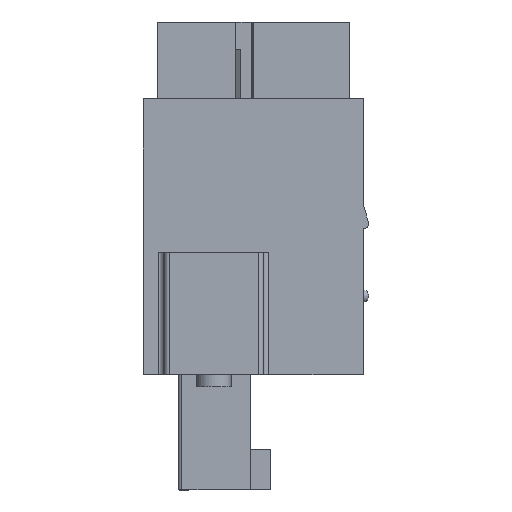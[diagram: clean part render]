
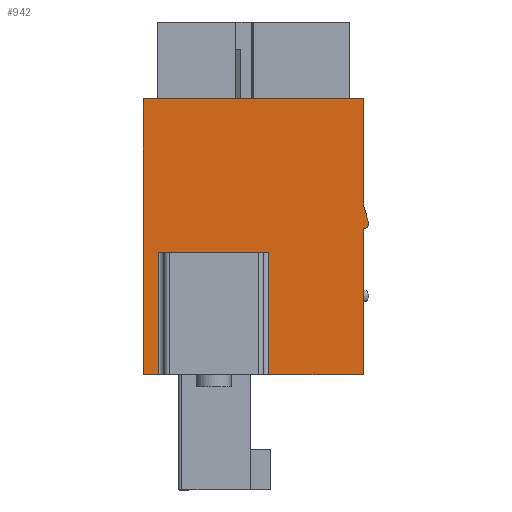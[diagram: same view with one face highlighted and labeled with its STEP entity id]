
A CAD part, left-side view. The second image highlights one B-rep face of the part: STEP entity #942.
In plain terms, the highlighted planar face has unit normal (-1, 0, 0).
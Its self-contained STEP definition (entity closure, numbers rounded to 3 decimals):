
#942 = ADVANCED_FACE( '', ( #2482 ), #2483, .F. );
#2482 = FACE_OUTER_BOUND( '', #4787, .T. );
#2483 = PLANE( '', #4788 );
#4787 = EDGE_LOOP( '', ( #7148, #7149, #7150, #7151, #7152, #7153, #7154, #7155, #7156, #7157, #7158 ) );
#4788 = AXIS2_PLACEMENT_3D( '', #7159, #7160, #7161 );
#7148 = ORIENTED_EDGE( '', *, *, #14195, .F. );
#7149 = ORIENTED_EDGE( '', *, *, #14196, .T. );
#7150 = ORIENTED_EDGE( '', *, *, #14197, .F. );
#7151 = ORIENTED_EDGE( '', *, *, #14198, .F. );
#7152 = ORIENTED_EDGE( '', *, *, #14199, .F. );
#7153 = ORIENTED_EDGE( '', *, *, #14200, .F. );
#7154 = ORIENTED_EDGE( '', *, *, #14201, .F. );
#7155 = ORIENTED_EDGE( '', *, *, #14202, .F. );
#7156 = ORIENTED_EDGE( '', *, *, #14203, .F. );
#7157 = ORIENTED_EDGE( '', *, *, #14204, .F. );
#7158 = ORIENTED_EDGE( '', *, *, #14205, .T. );
#7159 = CARTESIAN_POINT( '', ( -11.825, 0., 0. ) );
#7160 = DIRECTION( '', ( 1., 0., 0. ) );
#7161 = DIRECTION( '', ( 0., 0., -1. ) );
#14195 = EDGE_CURVE( '', #17032, #17033, #17034, .T. );
#14196 = EDGE_CURVE( '', #17032, #17035, #17036, .F. );
#14197 = EDGE_CURVE( '', #17037, #17035, #17038, .T. );
#14198 = EDGE_CURVE( '', #17039, #17037, #17040, .T. );
#14199 = EDGE_CURVE( '', #17041, #17039, #17042, .T. );
#14200 = EDGE_CURVE( '', #17043, #17041, #17044, .T. );
#14201 = EDGE_CURVE( '', #17045, #17043, #17046, .T. );
#14202 = EDGE_CURVE( '', #17047, #17045, #17048, .T. );
#14203 = EDGE_CURVE( '', #17049, #17047, #17050, .T. );
#14204 = EDGE_CURVE( '', #17051, #17049, #17052, .T. );
#14205 = EDGE_CURVE( '', #17051, #17033, #17053, .F. );
#17032 = VERTEX_POINT( '', #21233 );
#17033 = VERTEX_POINT( '', #21234 );
#17034 = LINE( '', #21235, #21236 );
#17035 = VERTEX_POINT( '', #21237 );
#17036 = LINE( '', #21238, #21239 );
#17037 = VERTEX_POINT( '', #21240 );
#17038 = LINE( '', #21241, #21242 );
#17039 = VERTEX_POINT( '', #21243 );
#17040 = LINE( '', #21244, #21245 );
#17041 = VERTEX_POINT( '', #21246 );
#17042 = CIRCLE( '', #21247, 0.3 );
#17043 = VERTEX_POINT( '', #21248 );
#17044 = LINE( '', #21249, #21250 );
#17045 = VERTEX_POINT( '', #21251 );
#17046 = LINE( '', #21252, #21253 );
#17047 = VERTEX_POINT( '', #21254 );
#17048 = LINE( '', #21255, #21256 );
#17049 = VERTEX_POINT( '', #21257 );
#17050 = LINE( '', #21258, #21259 );
#17051 = VERTEX_POINT( '', #21260 );
#17052 = LINE( '', #21261, #21262 );
#17053 = LINE( '', #21263, #21264 );
#21233 = CARTESIAN_POINT( '', ( -11.825, -0.875, -0.9 ) );
#21234 = CARTESIAN_POINT( '', ( -11.825, 5.425, -0.9 ) );
#21235 = CARTESIAN_POINT( '', ( -11.825, -0.575, -0.9 ) );
#21236 = VECTOR( '', #27300, 1000. );
#21237 = CARTESIAN_POINT( '', ( -11.825, -0.875, -7.9 ) );
#21238 = CARTESIAN_POINT( '', ( -11.825, -0.875, -7.9 ) );
#21239 = VECTOR( '', #27301, 1000. );
#21240 = CARTESIAN_POINT( '', ( -11.825, -6.3, -7.9 ) );
#21241 = CARTESIAN_POINT( '', ( -11.825, -6.3, -7.9 ) );
#21242 = VECTOR( '', #27302, 1000. );
#21243 = CARTESIAN_POINT( '', ( -11.825, -6.3, 0.45 ) );
#21244 = CARTESIAN_POINT( '', ( -11.825, -6.3, 7.9 ) );
#21245 = VECTOR( '', #27303, 1000. );
#21246 = CARTESIAN_POINT( '', ( -11.825, -6.589, 0.832 ) );
#21247 = AXIS2_PLACEMENT_3D( '', #27304, #27305, #27306 );
#21248 = CARTESIAN_POINT( '', ( -11.825, -6.3, 1.85 ) );
#21249 = CARTESIAN_POINT( '', ( -11.825, -6.3, 1.85 ) );
#21250 = VECTOR( '', #27307, 1000. );
#21251 = CARTESIAN_POINT( '', ( -11.825, -6.3, 7.9 ) );
#21252 = CARTESIAN_POINT( '', ( -11.825, -6.3, 7.9 ) );
#21253 = VECTOR( '', #27308, 1000. );
#21254 = CARTESIAN_POINT( '', ( -11.825, 6.3, 7.9 ) );
#21255 = CARTESIAN_POINT( '', ( -11.825, 6.3, 7.9 ) );
#21256 = VECTOR( '', #27309, 1000. );
#21257 = CARTESIAN_POINT( '', ( -11.825, 6.3, -7.9 ) );
#21258 = CARTESIAN_POINT( '', ( -11.825, 6.3, -7.9 ) );
#21259 = VECTOR( '', #27310, 1000. );
#21260 = CARTESIAN_POINT( '', ( -11.825, 5.425, -7.9 ) );
#21261 = CARTESIAN_POINT( '', ( -11.825, -6.3, -7.9 ) );
#21262 = VECTOR( '', #27311, 1000. );
#21263 = CARTESIAN_POINT( '', ( -11.825, 5.425, -0.9 ) );
#21264 = VECTOR( '', #27312, 1000. );
#27300 = DIRECTION( '', ( 0., 1., 0. ) );
#27301 = DIRECTION( '', ( 0., 0., 1. ) );
#27302 = DIRECTION( '', ( 0., 1., 0. ) );
#27303 = DIRECTION( '', ( 0., 0., -1. ) );
#27304 = CARTESIAN_POINT( '', ( -11.825, -6.3, 0.75 ) );
#27305 = DIRECTION( '', ( 1., 0., 0. ) );
#27306 = DIRECTION( '', ( 0., 1., 0. ) );
#27307 = DIRECTION( '', ( 0., -0.273, -0.962 ) );
#27308 = DIRECTION( '', ( 0., 0., -1. ) );
#27309 = DIRECTION( '', ( 0., -1., 0. ) );
#27310 = DIRECTION( '', ( 0., 0., 1. ) );
#27311 = DIRECTION( '', ( 0., 1., 0. ) );
#27312 = DIRECTION( '', ( 0., 0., -1. ) );
